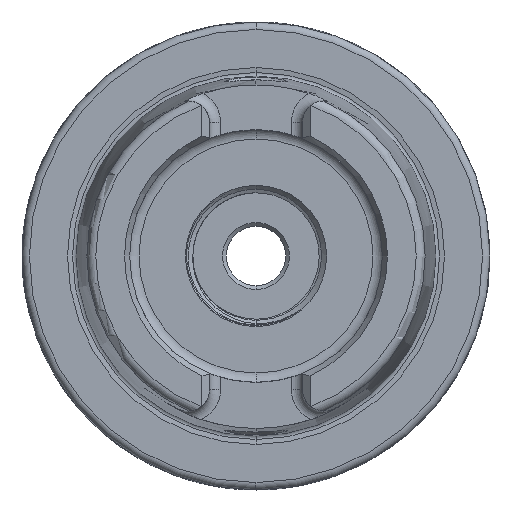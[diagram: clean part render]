
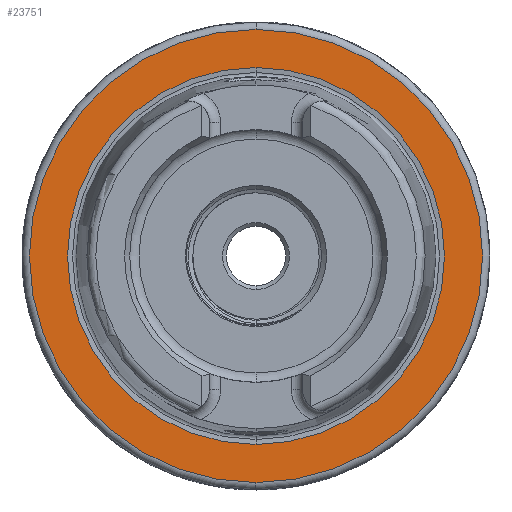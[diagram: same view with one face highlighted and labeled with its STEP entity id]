
A CAD part, left-side view. The second image highlights one B-rep face of the part: STEP entity #23751.
In plain terms, the highlighted planar face has unit normal (-1, 0, 0).
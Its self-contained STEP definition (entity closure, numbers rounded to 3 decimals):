
#90 = AXIS2_PLACEMENT_3D ( 'NONE', #4963, #5066, #5281 ) ;
#104 = AXIS2_PLACEMENT_3D ( 'NONE', #5616, #5621, #5633 ) ;
#981 = AXIS2_PLACEMENT_3D ( 'NONE', #4595, #4589, #4605 ) ;
#984 = AXIS2_PLACEMENT_3D ( 'NONE', #3794, #3798, #3778 ) ;
#3778 = DIRECTION ( 'NONE',  ( 0., 0., 1. ) ) ;
#3794 = CARTESIAN_POINT ( 'NONE',  ( 0., 0., 0. ) ) ;
#3798 = DIRECTION ( 'NONE',  ( -1., 0., 0. ) ) ;
#4589 = DIRECTION ( 'NONE',  ( 1., 0., 0. ) ) ;
#4595 = CARTESIAN_POINT ( 'NONE',  ( 0., 0., 0. ) ) ;
#4605 = DIRECTION ( 'NONE',  ( 0., 0., -1. ) ) ;
#4963 = CARTESIAN_POINT ( 'NONE',  ( 0., 0., 0. ) ) ;
#5066 = DIRECTION ( 'NONE',  ( -1., 0., 0. ) ) ;
#5281 = DIRECTION ( 'NONE',  ( 0., 0., 1. ) ) ;
#5616 = CARTESIAN_POINT ( 'NONE',  ( 0., 0., 0. ) ) ;
#5621 = DIRECTION ( 'NONE',  ( 1., 0., 0. ) ) ;
#5633 = DIRECTION ( 'NONE',  ( 0., 0., -1. ) ) ;
#7396 = CIRCLE ( 'NONE', #104, 25.369 ) ;
#7399 = CIRCLE ( 'NONE', #90, 30.5 ) ;
#7975 = FACE_BOUND ( 'NONE', #22445, .T. ) ;
#7983 = FACE_OUTER_BOUND ( 'NONE', #22446, .T. ) ;
#8234 = CIRCLE ( 'NONE', #981, 25.369 ) ;
#8311 = CIRCLE ( 'NONE', #984, 30.5 ) ;
#14629 = AXIS2_PLACEMENT_3D ( 'NONE', #18870, #18839, #18872 ) ;
#18839 = DIRECTION ( 'NONE',  ( -1., 0., 0. ) ) ;
#18848 = PLANE ( 'NONE',  #14629 ) ;
#18870 = CARTESIAN_POINT ( 'NONE',  ( 0., 25.369, 0. ) ) ;
#18872 = DIRECTION ( 'NONE',  ( 0., 0., 1. ) ) ;
#19241 = CARTESIAN_POINT ( 'NONE',  ( 0., 0., -25.369 ) ) ;
#19247 = CARTESIAN_POINT ( 'NONE',  ( 0., 0., 30.5 ) ) ;
#19252 = CARTESIAN_POINT ( 'NONE',  ( 0., 0., -30.5 ) ) ;
#19319 = CARTESIAN_POINT ( 'NONE',  ( 0., 0., 25.369 ) ) ;
#20067 = ORIENTED_EDGE ( 'NONE', *, *, #22941, .T. ) ;
#22445 = EDGE_LOOP ( 'NONE', ( #24965, #20067 ) ) ;
#22446 = EDGE_LOOP ( 'NONE', ( #24975, #24951 ) ) ;
#22670 = EDGE_CURVE ( 'NONE', #24222, #24152, #8234, .T. ) ;
#22707 = EDGE_CURVE ( 'NONE', #24167, #24168, #8311, .T. ) ;
#22941 = EDGE_CURVE ( 'NONE', #24152, #24222, #7396, .T. ) ;
#22951 = EDGE_CURVE ( 'NONE', #24168, #24167, #7399, .T. ) ;
#23751 = ADVANCED_FACE ( 'NONE', ( #7983, #7975 ), #18848, .T. ) ;
#24152 = VERTEX_POINT ( 'NONE', #19241 ) ;
#24167 = VERTEX_POINT ( 'NONE', #19247 ) ;
#24168 = VERTEX_POINT ( 'NONE', #19252 ) ;
#24222 = VERTEX_POINT ( 'NONE', #19319 ) ;
#24951 = ORIENTED_EDGE ( 'NONE', *, *, #22951, .T. ) ;
#24965 = ORIENTED_EDGE ( 'NONE', *, *, #22670, .T. ) ;
#24975 = ORIENTED_EDGE ( 'NONE', *, *, #22707, .T. ) ;
